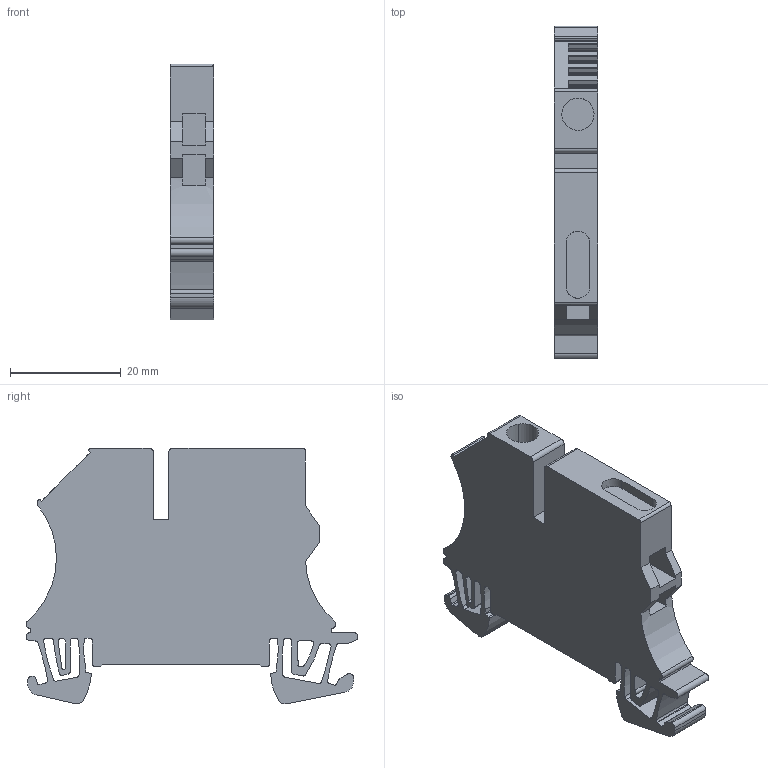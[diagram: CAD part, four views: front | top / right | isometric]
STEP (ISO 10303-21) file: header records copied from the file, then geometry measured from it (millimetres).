
FILE_DESCRIPTION(('CATIA V5 STEP Exchange','CAx-IF Rec.Pracs.--- Model Styling and Organization---1.4--- 2014-01-23'),'2;1');
FILE_NAME ('D1446474_0', '2020-02-20T06:28:16+00:00', ('none'), ('Weidmueller'), 'CATIA Version 5-6 Release 2016 SP3 HF44', 'CATIA V5 STEP AP214', 'none');
FILE_SCHEMA(('AUTOMOTIVE_DESIGN { 1 0 10303 214 1 1 1 1 }'));
Length unit declared in the file: millimetre
Products named in the file (1): 1010880000_WNT_6_10X3
Bounding box: 7.9 x 60 x 46.25 mm (x, y, z)
Volume: 13854.9 mm3; surface area: 7558.6 mm2
Topology: 1 solids, 1 shells, 215 faces, 632 edges, 422 vertices
Faces by surface type: plane 128, cylinder 78, extrusion 8, revolution 1
Entity records: 7002 total; most frequent: CARTESIAN_POINT 1340, ORIENTED_EDGE 1264, DIRECTION 999, EDGE_CURVE 632, VECTOR 457, LINE 449, VERTEX_POINT 422, AXIS2_PLACEMENT_3D 356
